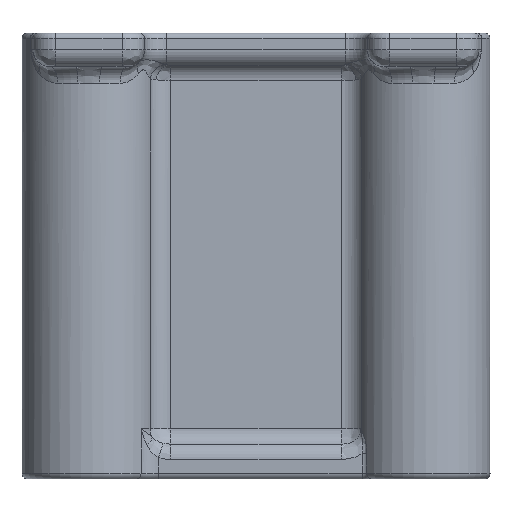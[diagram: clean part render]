
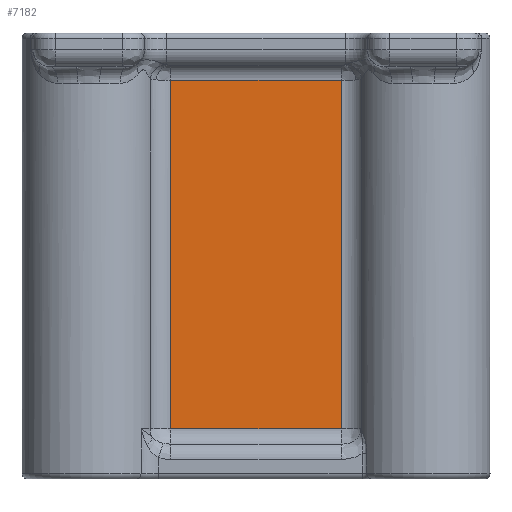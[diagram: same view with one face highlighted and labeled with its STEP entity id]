
A CAD part, front view. The second image highlights one B-rep face of the part: STEP entity #7182.
In plain terms, the highlighted planar face has unit normal (0, -1, 0).
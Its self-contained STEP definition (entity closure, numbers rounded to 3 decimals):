
#591=PLANE('',#7960);
#1129=FACE_OUTER_BOUND('',#1622,.T.);
#1622=EDGE_LOOP('',(#6212,#6213,#6214,#6215));
#1984=LINE('',#16623,#2278);
#1986=LINE('',#16805,#2280);
#1989=LINE('',#16815,#2283);
#1990=LINE('',#16816,#2284);
#2278=VECTOR('',#9645,10.);
#2280=VECTOR('',#9669,10.);
#2283=VECTOR('',#9680,10.);
#2284=VECTOR('',#9681,10.);
#3443=VERTEX_POINT('',#16613);
#3445=VERTEX_POINT('',#16621);
#3452=VERTEX_POINT('',#16804);
#3455=VERTEX_POINT('',#16814);
#4419=EDGE_CURVE('',#3445,#3443,#1984,.T.);
#4436=EDGE_CURVE('',#3443,#3452,#1986,.T.);
#4441=EDGE_CURVE('',#3455,#3445,#1989,.T.);
#4442=EDGE_CURVE('',#3452,#3455,#1990,.T.);
#6212=ORIENTED_EDGE('',*,*,#4419,.F.);
#6213=ORIENTED_EDGE('',*,*,#4441,.F.);
#6214=ORIENTED_EDGE('',*,*,#4442,.F.);
#6215=ORIENTED_EDGE('',*,*,#4436,.F.);
#7182=ADVANCED_FACE('',(#1129),#591,.T.);
#7960=AXIS2_PLACEMENT_3D('',#16813,#9678,#9679);
#9645=DIRECTION('',(1.,0.,0.));
#9669=DIRECTION('',(0.,0.,-1.));
#9678=DIRECTION('center_axis',(0.,-1.,0.));
#9679=DIRECTION('ref_axis',(1.,0.,0.));
#9680=DIRECTION('',(0.,0.,1.));
#9681=DIRECTION('',(-1.,0.,0.));
#16613=CARTESIAN_POINT('',(11.334,-0.6,7.875));
#16621=CARTESIAN_POINT('',(3.666,-0.6,7.875));
#16623=CARTESIAN_POINT('',(9.951,-0.6,7.875));
#16804=CARTESIAN_POINT('',(11.334,-0.6,-7.75));
#16805=CARTESIAN_POINT('',(11.334,-0.6,0.));
#16813=CARTESIAN_POINT('Origin',(2.939,-0.6,0.));
#16814=CARTESIAN_POINT('',(3.666,-0.6,-7.75));
#16815=CARTESIAN_POINT('',(3.666,-0.6,0.));
#16816=CARTESIAN_POINT('',(5.22,-0.6,-7.75));
